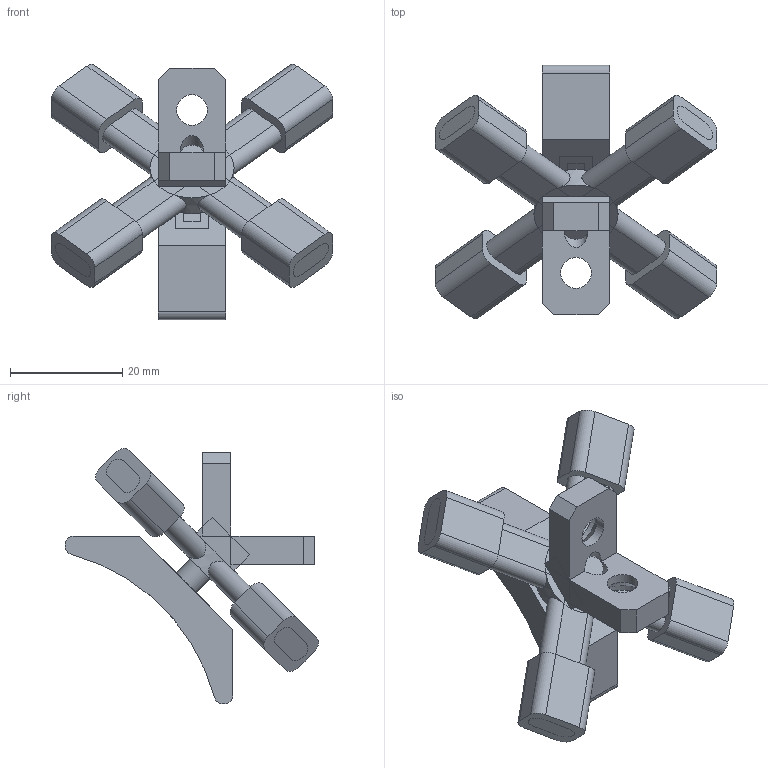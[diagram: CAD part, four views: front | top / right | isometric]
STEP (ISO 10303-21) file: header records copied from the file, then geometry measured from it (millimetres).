
FILE_DESCRIPTION(('FreeCAD Model'),'2;1');
FILE_NAME('Open CASCADE Shape Model','2024-12-26T12:37:56',(''),(''), 'Open CASCADE STEP processor 7.6','FreeCAD','Unknown');
FILE_SCHEMA(('AUTOMOTIVE_DESIGN { 1 0 10303 214 1 1 1 1 }'));
Length unit declared in the file: millimetre
Products named in the file (5): stopper_jackscrew; Тіло; M5x16-Screw; Тіло002; Тіло005
Assembly tree (4 placements, depth 2):
  stopper_jackscrew
    Тіло
    M5x16-Screw
    Тіло002
    Тіло005
Bounding box: 50.2 x 45.17 x 45.52 mm (x, y, z)
Volume: 10625.4 mm3; surface area: 7164.1 mm2
Topology: 4 solids, 4 shells, 157 faces, 379 edges, 239 vertices
Faces by surface type: plane 104, cylinder 45, cone 7, revolution 1
Full cylindrical faces by diameter (mm): 4.2 x2, 5 x1, 5.5 x2, 10 x1, 10.1 x3
Entity records: 4929 total; most frequent: CARTESIAN_POINT 1032, DIRECTION 822, ORIENTED_EDGE 758, EDGE_CURVE 379, AXIS2_PLACEMENT_3D 291, VERTEX_POINT 239, LINE 239, VECTOR 239
